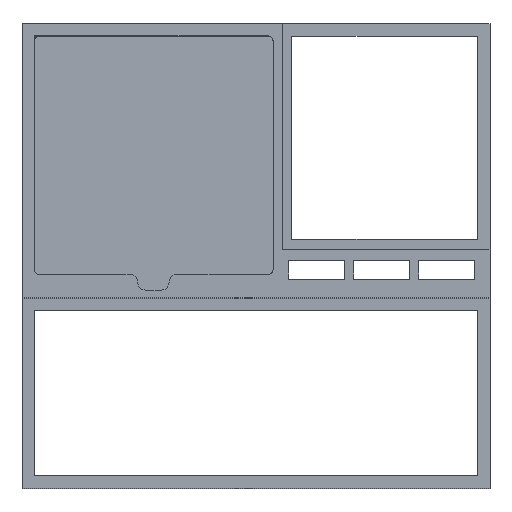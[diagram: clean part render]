
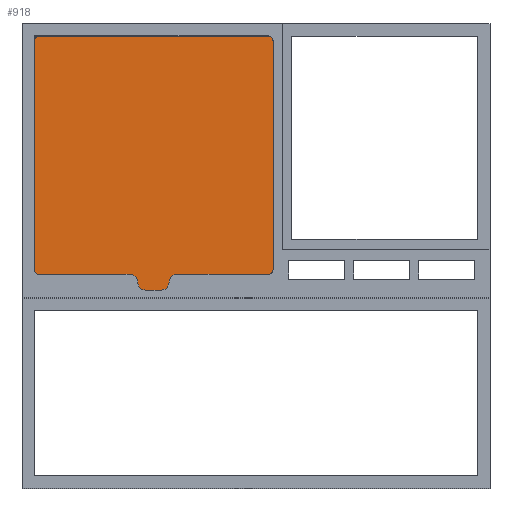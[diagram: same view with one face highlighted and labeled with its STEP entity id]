
A CAD part, top view. The second image highlights one B-rep face of the part: STEP entity #918.
In plain terms, the highlighted planar face has unit normal (0, 0, 1).
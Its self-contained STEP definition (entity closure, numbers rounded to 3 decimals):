
#31=CIRCLE('',#986,1.5);
#32=CIRCLE('',#988,1.5);
#33=CIRCLE('',#989,1.5);
#34=CIRCLE('',#990,2.5);
#35=CIRCLE('',#991,2.505);
#36=CIRCLE('',#992,2.495);
#37=CIRCLE('',#993,2.5);
#38=CIRCLE('',#994,1.5);
#60=FACE_OUTER_BOUND('',#117,.T.);
#117=EDGE_LOOP('',(#701,#702,#703,#704,#705,#706,#707,#708,#709,#710,#711,
#712,#713,#714));
#225=LINE('',#1436,#341);
#226=LINE('',#1438,#342);
#227=LINE('',#1442,#343);
#228=LINE('',#1448,#344);
#229=LINE('',#1454,#345);
#230=LINE('',#1457,#346);
#341=VECTOR('',#1143,10.);
#342=VECTOR('',#1144,10.);
#343=VECTOR('',#1147,10.);
#344=VECTOR('',#1152,10.);
#345=VECTOR('',#1157,10.);
#346=VECTOR('',#1160,10.);
#455=VERTEX_POINT('',#1427);
#456=VERTEX_POINT('',#1429);
#457=VERTEX_POINT('',#1433);
#458=VERTEX_POINT('',#1434);
#459=VERTEX_POINT('',#1437);
#460=VERTEX_POINT('',#1439);
#461=VERTEX_POINT('',#1441);
#462=VERTEX_POINT('',#1443);
#463=VERTEX_POINT('',#1445);
#464=VERTEX_POINT('',#1447);
#465=VERTEX_POINT('',#1449);
#466=VERTEX_POINT('',#1451);
#467=VERTEX_POINT('',#1453);
#468=VERTEX_POINT('',#1455);
#552=EDGE_CURVE('',#456,#455,#31,.T.);
#554=EDGE_CURVE('',#457,#458,#32,.T.);
#555=EDGE_CURVE('',#456,#457,#225,.T.);
#556=EDGE_CURVE('',#459,#455,#226,.T.);
#557=EDGE_CURVE('',#460,#459,#33,.T.);
#558=EDGE_CURVE('',#461,#460,#227,.T.);
#559=EDGE_CURVE('',#462,#461,#34,.T.);
#560=EDGE_CURVE('',#463,#462,#35,.T.);
#561=EDGE_CURVE('',#464,#463,#228,.T.);
#562=EDGE_CURVE('',#465,#464,#36,.T.);
#563=EDGE_CURVE('',#466,#465,#37,.T.);
#564=EDGE_CURVE('',#467,#466,#229,.T.);
#565=EDGE_CURVE('',#468,#467,#38,.T.);
#566=EDGE_CURVE('',#458,#468,#230,.T.);
#701=ORIENTED_EDGE('',*,*,#554,.F.);
#702=ORIENTED_EDGE('',*,*,#555,.F.);
#703=ORIENTED_EDGE('',*,*,#552,.T.);
#704=ORIENTED_EDGE('',*,*,#556,.F.);
#705=ORIENTED_EDGE('',*,*,#557,.F.);
#706=ORIENTED_EDGE('',*,*,#558,.F.);
#707=ORIENTED_EDGE('',*,*,#559,.F.);
#708=ORIENTED_EDGE('',*,*,#560,.F.);
#709=ORIENTED_EDGE('',*,*,#561,.F.);
#710=ORIENTED_EDGE('',*,*,#562,.F.);
#711=ORIENTED_EDGE('',*,*,#563,.F.);
#712=ORIENTED_EDGE('',*,*,#564,.F.);
#713=ORIENTED_EDGE('',*,*,#565,.F.);
#714=ORIENTED_EDGE('',*,*,#566,.F.);
#879=PLANE('',#987);
#918=ADVANCED_FACE('',(#60),#879,.T.);
#986=AXIS2_PLACEMENT_3D('',#1430,#1136,#1137);
#987=AXIS2_PLACEMENT_3D('',#1432,#1139,#1140);
#988=AXIS2_PLACEMENT_3D('',#1435,#1141,#1142);
#989=AXIS2_PLACEMENT_3D('',#1440,#1145,#1146);
#990=AXIS2_PLACEMENT_3D('',#1444,#1148,#1149);
#991=AXIS2_PLACEMENT_3D('',#1446,#1150,#1151);
#992=AXIS2_PLACEMENT_3D('',#1450,#1153,#1154);
#993=AXIS2_PLACEMENT_3D('',#1452,#1155,#1156);
#994=AXIS2_PLACEMENT_3D('',#1456,#1158,#1159);
#1136=DIRECTION('center_axis',(0.,0.,1.));
#1137=DIRECTION('ref_axis',(0.,1.,0.));
#1139=DIRECTION('center_axis',(0.,0.,1.));
#1140=DIRECTION('ref_axis',(-1.,0.,0.));
#1141=DIRECTION('center_axis',(0.,0.,-1.));
#1142=DIRECTION('ref_axis',(1.,0.,0.));
#1143=DIRECTION('',(1.,0.,0.));
#1144=DIRECTION('',(0.,1.,0.));
#1145=DIRECTION('center_axis',(0.,0.,-1.));
#1146=DIRECTION('ref_axis',(-1.,0.,0.));
#1147=DIRECTION('',(-1.,0.,0.));
#1148=DIRECTION('center_axis',(0.,0.,1.));
#1149=DIRECTION('ref_axis',(1.,0.,0.));
#1150=DIRECTION('center_axis',(0.,0.,-1.));
#1151=DIRECTION('ref_axis',(-1.,-0.002,0.));
#1152=DIRECTION('',(-1.,0.,0.));
#1153=DIRECTION('center_axis',(0.,0.,-1.));
#1154=DIRECTION('ref_axis',(0.,-1.,0.));
#1155=DIRECTION('center_axis',(0.,0.,1.));
#1156=DIRECTION('ref_axis',(0.,1.,0.));
#1157=DIRECTION('',(-1.,0.,0.));
#1158=DIRECTION('center_axis',(0.,0.,-1.));
#1159=DIRECTION('ref_axis',(0.,-1.,0.));
#1160=DIRECTION('',(0.,-1.,0.));
#1427=CARTESIAN_POINT('',(55.1,-154.472,5.175));
#1429=CARTESIAN_POINT('',(56.6,-152.972,5.175));
#1430=CARTESIAN_POINT('Origin',(56.6,-154.472,5.175));
#1432=CARTESIAN_POINT('Origin',(93.325,-193.697,5.175));
#1433=CARTESIAN_POINT('',(130.05,-152.972,5.175));
#1434=CARTESIAN_POINT('',(131.55,-154.472,5.175));
#1435=CARTESIAN_POINT('Origin',(130.05,-154.472,5.175));
#1436=CARTESIAN_POINT('',(74.213,-152.972,5.175));
#1437=CARTESIAN_POINT('',(55.1,-227.922,5.175));
#1438=CARTESIAN_POINT('',(55.1,-210.81,5.175));
#1439=CARTESIAN_POINT('',(56.6,-229.422,5.175));
#1440=CARTESIAN_POINT('Origin',(56.6,-227.922,5.175));
#1441=CARTESIAN_POINT('',(85.725,-229.422,5.175));
#1442=CARTESIAN_POINT('',(89.525,-229.422,5.175));
#1443=CARTESIAN_POINT('',(88.225,-231.922,5.175));
#1444=CARTESIAN_POINT('Origin',(85.725,-231.922,5.175));
#1445=CARTESIAN_POINT('',(90.73,-234.422,5.175));
#1446=CARTESIAN_POINT('Origin',(90.73,-231.917,5.175));
#1447=CARTESIAN_POINT('',(95.73,-234.422,5.175));
#1448=CARTESIAN_POINT('',(94.528,-234.422,5.175));
#1449=CARTESIAN_POINT('',(98.225,-231.922,5.175));
#1450=CARTESIAN_POINT('Origin',(95.73,-231.927,5.175));
#1451=CARTESIAN_POINT('',(100.725,-229.422,5.175));
#1452=CARTESIAN_POINT('Origin',(100.725,-231.922,5.175));
#1453=CARTESIAN_POINT('',(130.05,-229.422,5.175));
#1454=CARTESIAN_POINT('',(111.688,-229.422,5.175));
#1455=CARTESIAN_POINT('',(131.55,-227.922,5.175));
#1456=CARTESIAN_POINT('Origin',(130.05,-227.922,5.175));
#1457=CARTESIAN_POINT('',(131.55,-174.085,5.175));
